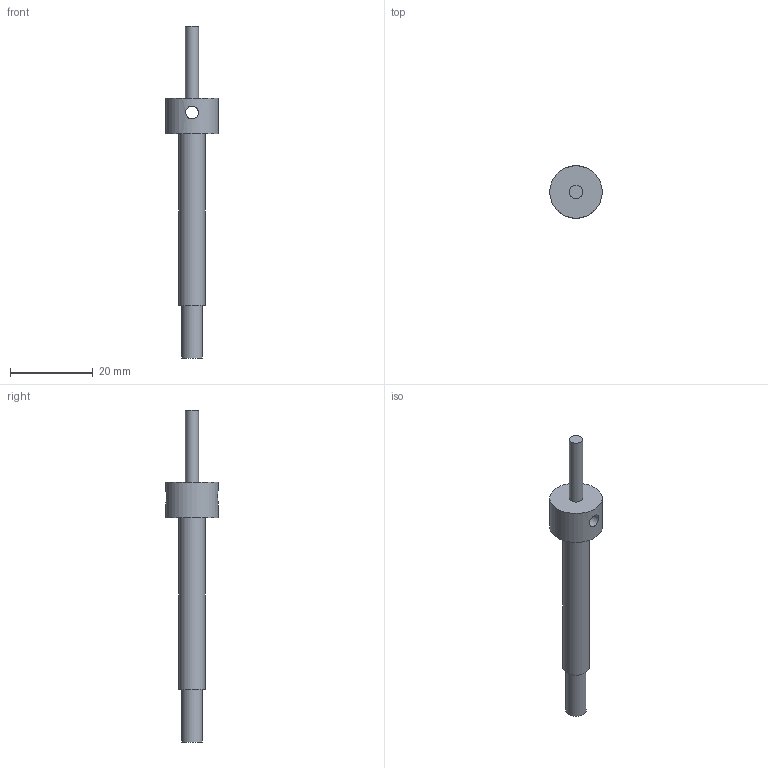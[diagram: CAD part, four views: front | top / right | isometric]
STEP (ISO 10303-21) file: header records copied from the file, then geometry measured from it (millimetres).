
FILE_DESCRIPTION(/* description */ ('Unknown'),/* implementation_level */ '2;1');
FILE_NAME(/* name */ '2018-CSSF-301',/* time_stamp */ '2019-05-24T07:34:49-04:00',/* author */ ('Unknown'),/* organization */ ('Unknown'),/* preprocessor_version */ 'ST-DEVELOPER v16.7',/* originating_system */ 'DEX',/* authorisation */ $);
FILE_SCHEMA (('AUTOMOTIVE_DESIGN {1 0 10303 214 3 1 1}'));
Length unit declared in the file: millimetre
Products named in the file (1): 2018-CSSF-301
Bounding box: 12.7 x 12.7 x 80.34 mm (x, y, z)
Volume: 2679.2 mm3; surface area: 1899.5 mm2
Topology: 1 solids, 1 shells, 10 faces, 16 edges, 11 vertices
Faces by surface type: cylinder 5, plane 5
Full cylindrical faces by diameter (mm): 3.1 x1, 3.175 x1, 4.918 x1, 6.325 x1, 12.7 x1
Entity records: 252 total; most frequent: CARTESIAN_POINT 51, DIRECTION 38, ORIENTED_EDGE 20, EDGE_LOOP 20, FACE_BOUND 20, AXIS2_PLACEMENT_3D 19, EDGE_CURVE 10, VERTEX_POINT 10
